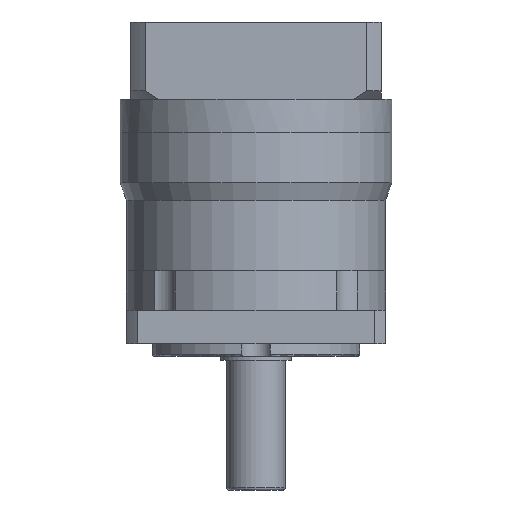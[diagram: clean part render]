
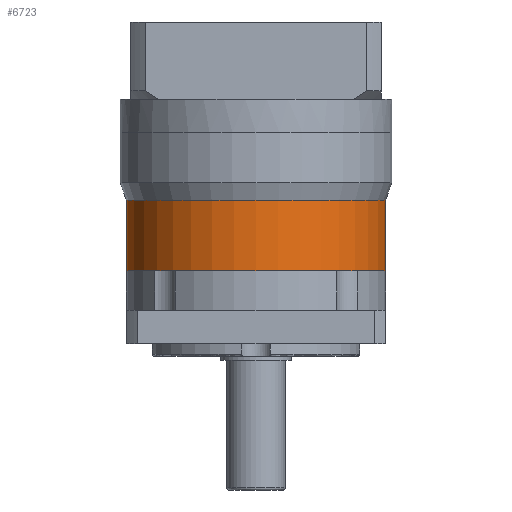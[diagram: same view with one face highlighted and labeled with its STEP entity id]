
A CAD part, front view. The second image highlights one B-rep face of the part: STEP entity #6723.
In plain terms, the highlighted cylindrical face has radius 31 mm (diameter 62 mm), a partial arc.
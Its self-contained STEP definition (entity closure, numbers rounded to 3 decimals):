
#624 = VERTEX_POINT ( 'NONE', #3631 ) ;
#691 = DIRECTION ( 'NONE',  ( 1., 0., 0. ) ) ;
#734 = CARTESIAN_POINT ( 'NONE',  ( 31., 0., -41. ) ) ;
#751 = CIRCLE ( 'NONE', #4690, 31. ) ;
#770 = CARTESIAN_POINT ( 'NONE',  ( 31., 0., -24.12 ) ) ;
#1481 = ORIENTED_EDGE ( 'NONE', *, *, #3209, .T. ) ;
#1654 = LINE ( 'NONE', #2727, #4323 ) ;
#2497 = CARTESIAN_POINT ( 'NONE',  ( -31., 0., -24.12 ) ) ;
#2523 = EDGE_CURVE ( 'NONE', #6386, #624, #8707, .T. ) ;
#2699 = VERTEX_POINT ( 'NONE', #770 ) ;
#2727 = CARTESIAN_POINT ( 'NONE',  ( -31., 0., -58.5 ) ) ;
#3111 = EDGE_CURVE ( 'NONE', #6386, #2699, #4318, .T. ) ;
#3209 = EDGE_CURVE ( 'NONE', #2699, #7904, #751, .T. ) ;
#3493 = CARTESIAN_POINT ( 'NONE',  ( 31., 0., -58.5 ) ) ;
#3560 = DIRECTION ( 'NONE',  ( 0., 0., 1. ) ) ;
#3562 = ORIENTED_EDGE ( 'NONE', *, *, #4042, .F. ) ;
#3631 = CARTESIAN_POINT ( 'NONE',  ( -31., 0., -41. ) ) ;
#3849 = CARTESIAN_POINT ( 'NONE',  ( 0., 0., -41. ) ) ;
#4042 = EDGE_CURVE ( 'NONE', #624, #7904, #1654, .T. ) ;
#4124 = CARTESIAN_POINT ( 'NONE',  ( 0., 0., -24.12 ) ) ;
#4156 = DIRECTION ( 'NONE',  ( 0., 0., -1. ) ) ;
#4177 = DIRECTION ( 'NONE',  ( 1., 0., 0. ) ) ;
#4318 = LINE ( 'NONE', #3493, #9174 ) ;
#4323 = VECTOR ( 'NONE', #4505, 1000. ) ;
#4444 = CYLINDRICAL_SURFACE ( 'NONE', #7887, 31. ) ;
#4505 = DIRECTION ( 'NONE',  ( 0., 0., 1. ) ) ;
#4690 = AXIS2_PLACEMENT_3D ( 'NONE', #4124, #4156, #4177 ) ;
#5484 = CARTESIAN_POINT ( 'NONE',  ( 0., 0., -58.5 ) ) ;
#5553 = AXIS2_PLACEMENT_3D ( 'NONE', #3849, #5609, #5625 ) ;
#5609 = DIRECTION ( 'NONE',  ( 0., 0., -1. ) ) ;
#5625 = DIRECTION ( 'NONE',  ( -1., 0., 0. ) ) ;
#5766 = ORIENTED_EDGE ( 'NONE', *, *, #2523, .F. ) ;
#6092 = EDGE_LOOP ( 'NONE', ( #3562, #5766, #8206, #1481 ) ) ;
#6386 = VERTEX_POINT ( 'NONE', #734 ) ;
#6682 = FACE_OUTER_BOUND ( 'NONE', #6092, .T. ) ;
#6723 = ADVANCED_FACE ( 'NONE', ( #6682 ), #4444, .T. ) ;
#6998 = DIRECTION ( 'NONE',  ( 0., 0., 1. ) ) ;
#7887 = AXIS2_PLACEMENT_3D ( 'NONE', #5484, #6998, #691 ) ;
#7904 = VERTEX_POINT ( 'NONE', #2497 ) ;
#8206 = ORIENTED_EDGE ( 'NONE', *, *, #3111, .T. ) ;
#8707 = CIRCLE ( 'NONE', #5553, 31. ) ;
#9174 = VECTOR ( 'NONE', #3560, 1000. ) ;
